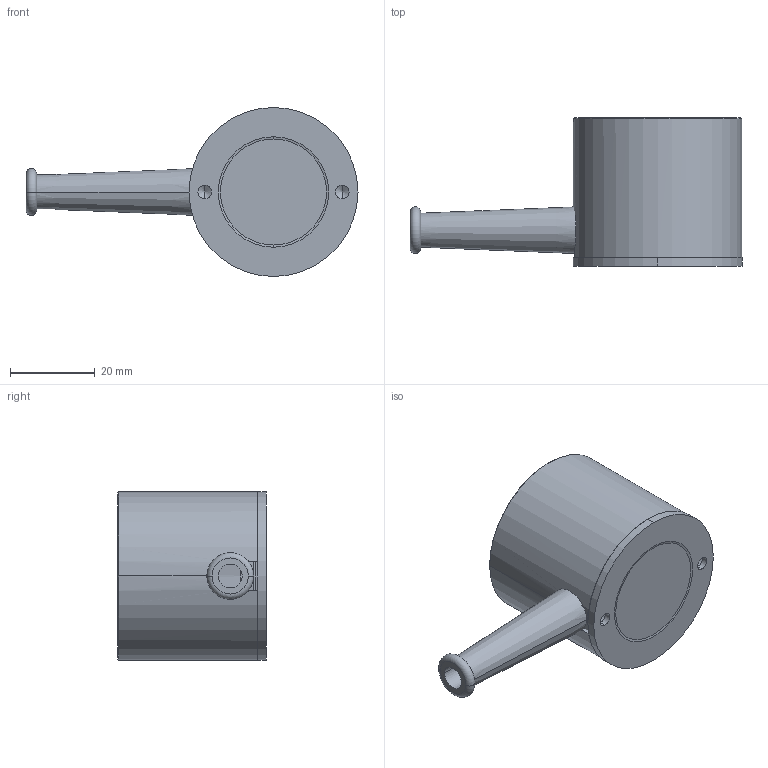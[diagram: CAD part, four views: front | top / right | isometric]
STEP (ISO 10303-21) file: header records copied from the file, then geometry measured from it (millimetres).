
FILE_DESCRIPTION (( 'STEP AP214' ), '1' );
FILE_NAME ('RMDSensor.STEP', '2020-05-15T11:55:36', ( '' ), ( '' ), 'SwSTEP 2.0', 'SolidWorks 2020', '' );
FILE_SCHEMA (( 'AUTOMOTIVE_DESIGN' ));
Length unit declared in the file: millimetre
Products named in the file (5): Deckel_v_1; RMD Diffusor; RMD-Sensor Topf; RMDSensor; Tülle HV2228
Assembly tree (4 placements, depth 2):
  RMDSensor
    RMD-Sensor Topf
    Deckel_v_1
    Tülle HV2228
    RMD Diffusor
Bounding box: 78.2 x 35 x 39.8 mm (x, y, z)
Volume: 20735.4 mm3; surface area: 16133.1 mm2
Topology: 4 solids, 4 shells, 101 faces, 226 edges, 140 vertices
Faces by surface type: cylinder 45, cone 27, plane 25, torus 4
Entity records: 3136 total; most frequent: DIRECTION 557, CARTESIAN_POINT 516, ORIENTED_EDGE 436, AXIS2_PLACEMENT_3D 237, EDGE_CURVE 218, VERTEX_POINT 140, CIRCLE 129, EDGE_LOOP 120
